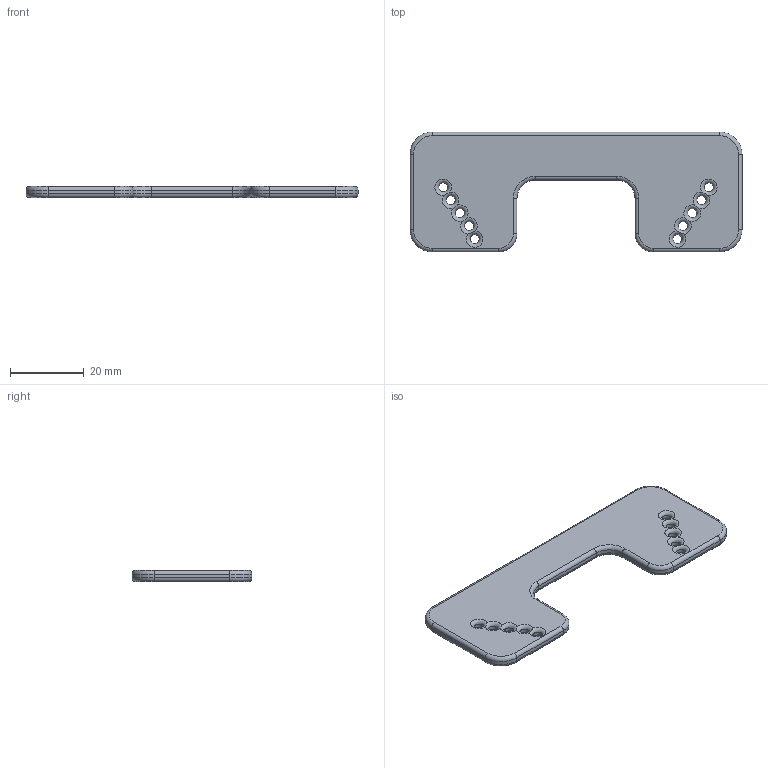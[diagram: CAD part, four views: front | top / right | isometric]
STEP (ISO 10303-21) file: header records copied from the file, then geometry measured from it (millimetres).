
FILE_DESCRIPTION(/* description */ (''),/* implementation_level */ '2;1');
FILE_NAME(/* name */ 'IPD Tool.step',/* time_stamp */ '2023-05-15T07:01:41+08:00',/* author */ (''),/* organization */ (''),/* preprocessor_version */ 'ST-DEVELOPER v19.2',/* originating_system */ 'Autodesk Translation Framework v12.4.0.73',/* authorisation */ '');
FILE_SCHEMA (('AUTOMOTIVE_DESIGN { 1 0 10303 214 3 1 1 }'));
Length unit declared in the file: millimetre
Products named in the file (1): IPD Tool
Bounding box: 90 x 32.5 x 3 mm (x, y, z)
Volume: 6510.2 mm3; surface area: 5185.9 mm2
Topology: 1 solids, 1 shells, 80 faces, 250 edges, 156 vertices
Faces by surface type: torus 36, cylinder 34, plane 10
Full cylindrical faces by diameter (mm): 2.5 x10
Entity records: 3071 total; most frequent: CARTESIAN_POINT 663, DIRECTION 572, ORIENTED_EDGE 500, AXIS2_PLACEMENT_3D 257, EDGE_CURVE 250, CIRCLE 176, VERTEX_POINT 156, EDGE_LOOP 84
